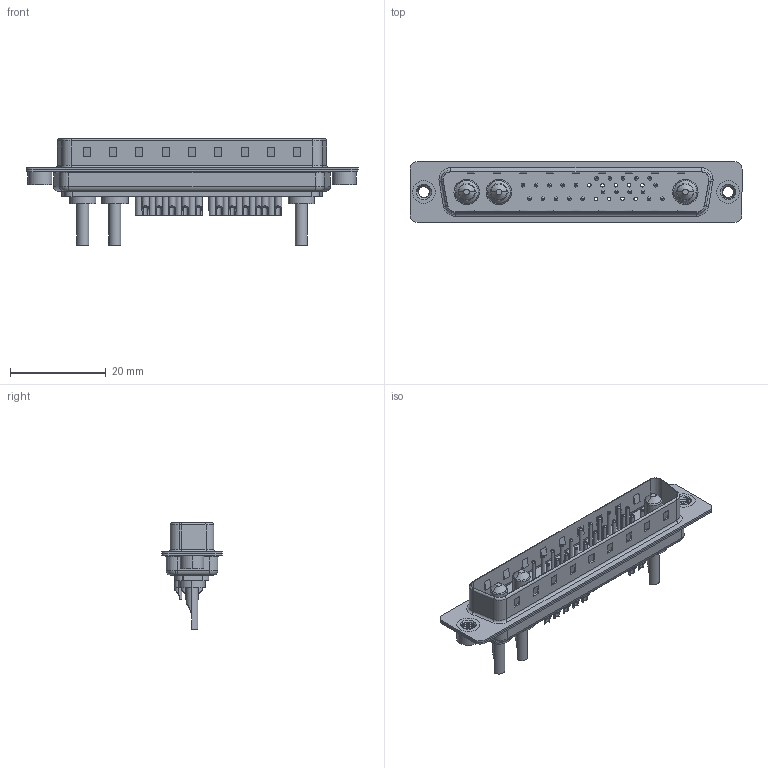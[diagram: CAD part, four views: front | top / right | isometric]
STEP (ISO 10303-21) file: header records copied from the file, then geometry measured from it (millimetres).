
FILE_DESCRIPTION (( 'STEP AP203' ), '1' );
FILE_NAME ('627-25W3222-1TA.STEP', '2019-05-29T08:31:55', ( '' ), ( '' ), 'SwSTEP 2.0', 'SolidWorks 2016', '' );
FILE_SCHEMA (( 'CONFIG_CONTROL_DESIGN' ));
Length unit declared in the file: millimetre
Products named in the file (9): 627Combo Shell Front_37 Contacts; 627Combo Threaded Rivet_A; Power Pin_10A SC; 627Combo Threaded Rivet_2; 627Combo Contact Row 1_22; 627Combo Contact Row 2_22; 627-25W3222-1TA; 627Combo Housing_25W3; 627Combo Shell Rear_37 Contacts
Assembly tree (30 placements, depth 2):
  627-25W3222-1TA
    627Combo Housing_25W3
    627Combo Shell Rear_37 Contacts
    627Combo Shell Front_37 Contacts
    627Combo Threaded Rivet_A
    Power Pin_10A SC  x3
    627Combo Threaded Rivet_2
    627Combo Contact Row 1_22  x11
    627Combo Contact Row 2_22  x11
Bounding box: 69.3 x 12.6 x 22.3 mm (x, y, z)
Volume: 4000 mm3; surface area: 9498.8 mm2
Topology: 33 solids, 33 shells, 1360 faces, 3199 edges, 1963 vertices
Faces by surface type: cylinder 560, plane 437, torus 276, cone 75, bspline 12
Entity records: 25634 total; most frequent: CARTESIAN_POINT 7035, DIRECTION 3763, ORIENTED_EDGE 3394, EDGE_CURVE 1697, AXIS2_PLACEMENT_3D 1446, VERTEX_POINT 1081, VECTOR 871, LINE 871
